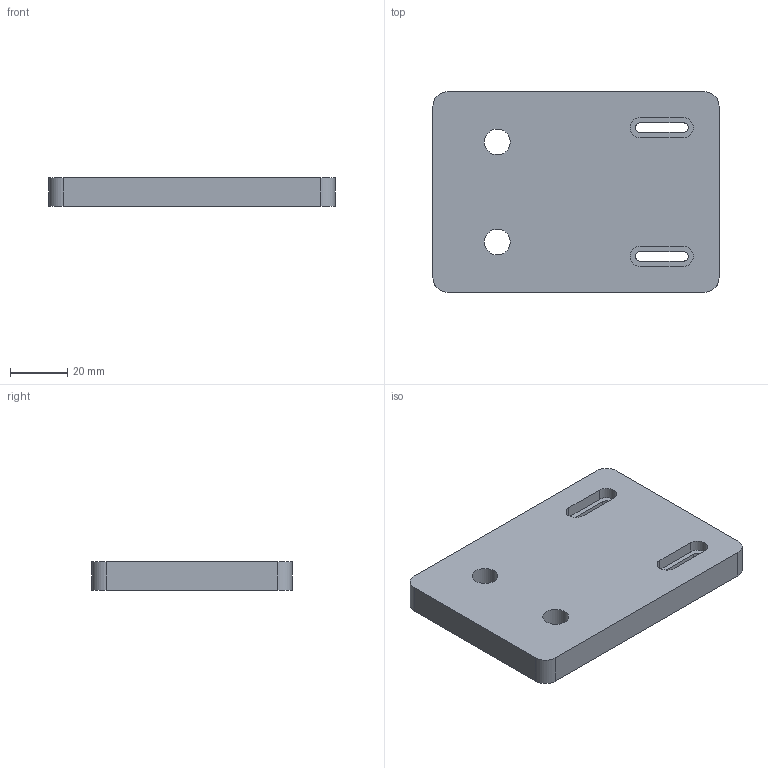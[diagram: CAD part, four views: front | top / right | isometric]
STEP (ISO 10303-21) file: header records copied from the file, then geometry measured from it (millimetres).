
FILE_DESCRIPTION(/* description */ (''),/* implementation_level */ '2;1');
FILE_NAME(/* name */ 'drzal_kamery_real_sense.stp',/* time_stamp */ '2025-01-14T09:00:01+01:00',/* author */ ('lisnik'),/* organization */ (''),/* preprocessor_version */ 'ST-DEVELOPER v19',/* originating_system */ 'Autodesk Inventor 2023',/* authorisation */ '');
FILE_SCHEMA (('AUTOMOTIVE_DESIGN { 1 0 10303 214 3 1 1 }'));
Length unit declared in the file: millimetre
Products named in the file (1): drzal_kamery_real_sense
Bounding box: 100 x 70 x 10 mm (x, y, z)
Volume: 66644.2 mm3; surface area: 18246 mm2
Topology: 1 solids, 1 shells, 30 faces, 78 edges, 52 vertices
Faces by surface type: plane 16, cylinder 14
Full cylindrical faces by diameter (mm): 9 x2
Entity records: 989 total; most frequent: DIRECTION 168, CARTESIAN_POINT 161, ORIENTED_EDGE 156, EDGE_CURVE 78, AXIS2_PLACEMENT_3D 59, VERTEX_POINT 52, LINE 50, VECTOR 50
